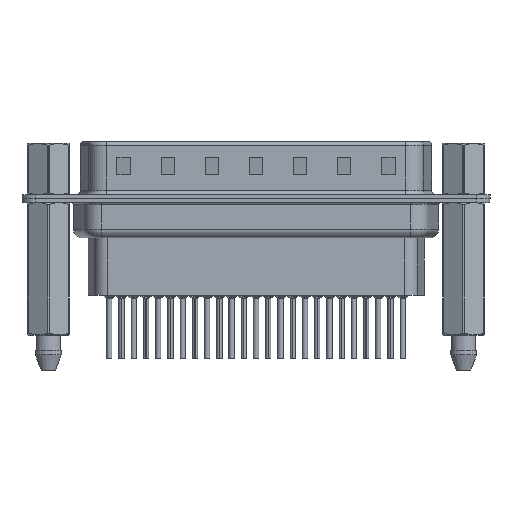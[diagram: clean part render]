
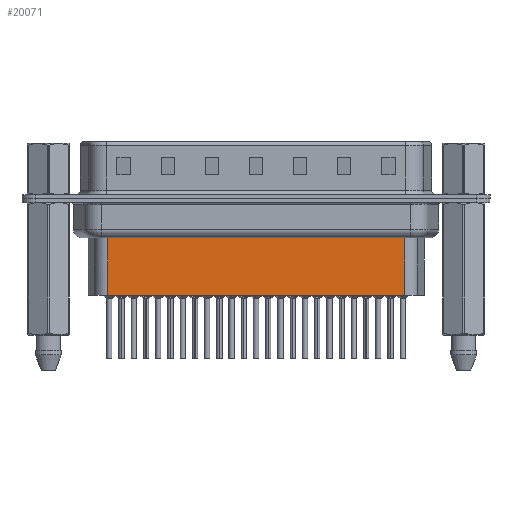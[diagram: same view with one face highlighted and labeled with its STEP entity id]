
A CAD part, front view. The second image highlights one B-rep face of the part: STEP entity #20071.
In plain terms, the highlighted planar face has unit normal (0, -1, 0).
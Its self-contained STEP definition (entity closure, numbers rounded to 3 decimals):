
#583 = CARTESIAN_POINT ( 'NONE',  ( 6.706, -3.5, -3.1 ) ) ;
#2859 = VERTEX_POINT ( 'NONE', #4231 ) ;
#4231 = CARTESIAN_POINT ( 'NONE',  ( 6.706, -3.5, -10.95 ) ) ;
#5635 = ORIENTED_EDGE ( 'NONE', *, *, #7744, .F. ) ;
#7041 = CARTESIAN_POINT ( 'NONE',  ( 6.706, -3.5, -10.95 ) ) ;
#7669 = LINE ( 'NONE', #583, #12225 ) ;
#7744 = EDGE_CURVE ( 'NONE', #21053, #2859, #19595, .T. ) ;
#8004 = DIRECTION ( 'NONE',  ( 0., 0., -1. ) ) ;
#8654 = CARTESIAN_POINT ( 'NONE',  ( 6.706, -3.5, -4.097 ) ) ;
#8665 = VECTOR ( 'NONE', #32278, 1000. ) ;
#8856 = VECTOR ( 'NONE', #18674, 1000. ) ;
#9656 = DIRECTION ( 'NONE',  ( 0., -1., 0. ) ) ;
#9813 = CARTESIAN_POINT ( 'NONE',  ( 6.706, -3.5, -3.1 ) ) ;
#9957 = FACE_OUTER_BOUND ( 'NONE', #11266, .T. ) ;
#10064 = EDGE_CURVE ( 'NONE', #30039, #27810, #18836, .T. ) ;
#11266 = EDGE_LOOP ( 'NONE', ( #21658, #29567, #25610, #5635 ) ) ;
#12225 = VECTOR ( 'NONE', #8004, 1000. ) ;
#12452 = DIRECTION ( 'NONE',  ( 1., 0., 0. ) ) ;
#14348 = CARTESIAN_POINT ( 'NONE',  ( 40.344, -3.5, -4.097 ) ) ;
#15812 = LINE ( 'NONE', #27860, #32337 ) ;
#18674 = DIRECTION ( 'NONE',  ( -1., 0., 0. ) ) ;
#18836 = LINE ( 'NONE', #23797, #8856 ) ;
#19595 = LINE ( 'NONE', #7041, #8665 ) ;
#20071 = ADVANCED_FACE ( 'NONE', ( #9957 ), #25013, .T. ) ;
#21053 = VERTEX_POINT ( 'NONE', #22925 ) ;
#21658 = ORIENTED_EDGE ( 'NONE', *, *, #23648, .F. ) ;
#22925 = CARTESIAN_POINT ( 'NONE',  ( 40.344, -3.5, -10.95 ) ) ;
#23648 = EDGE_CURVE ( 'NONE', #30039, #21053, #15812, .T. ) ;
#23797 = CARTESIAN_POINT ( 'NONE',  ( 6.459, -3.5, -4.097 ) ) ;
#24366 = AXIS2_PLACEMENT_3D ( 'NONE', #9813, #9656, #12452 ) ;
#25013 = PLANE ( 'NONE',  #24366 ) ;
#25610 = ORIENTED_EDGE ( 'NONE', *, *, #30852, .T. ) ;
#25894 = DIRECTION ( 'NONE',  ( 0., 0., -1. ) ) ;
#27810 = VERTEX_POINT ( 'NONE', #8654 ) ;
#27860 = CARTESIAN_POINT ( 'NONE',  ( 40.344, -3.5, -3.1 ) ) ;
#29567 = ORIENTED_EDGE ( 'NONE', *, *, #10064, .T. ) ;
#30039 = VERTEX_POINT ( 'NONE', #14348 ) ;
#30852 = EDGE_CURVE ( 'NONE', #27810, #2859, #7669, .T. ) ;
#32278 = DIRECTION ( 'NONE',  ( -1., 0., 0. ) ) ;
#32337 = VECTOR ( 'NONE', #25894, 1000. ) ;
